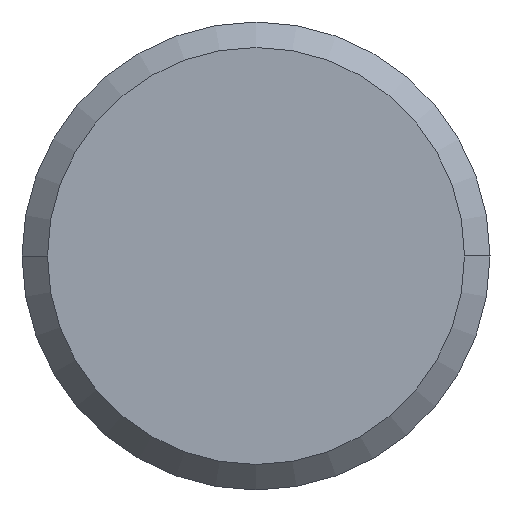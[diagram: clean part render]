
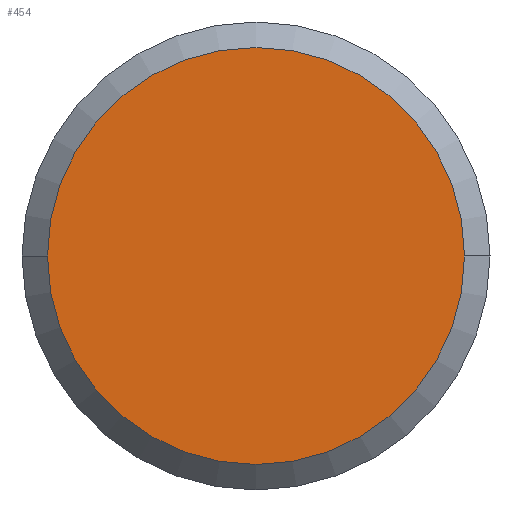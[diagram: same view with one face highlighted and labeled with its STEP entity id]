
A CAD part, left-side view. The second image highlights one B-rep face of the part: STEP entity #454.
In plain terms, the highlighted planar face has unit normal (-1, 0, 0).
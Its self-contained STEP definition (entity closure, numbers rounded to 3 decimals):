
#8 = DIRECTION ( 'NONE',  ( 1., 0., 0. ) ) ;
#39 = CARTESIAN_POINT ( 'NONE',  ( 0., 0., 0. ) ) ;
#41 = DIRECTION ( 'NONE',  ( -1., 0., 0. ) ) ;
#46 = CIRCLE ( 'NONE', #503, 6.238 ) ;
#50 = EDGE_LOOP ( 'NONE', ( #342, #51 ) ) ;
#51 = ORIENTED_EDGE ( 'NONE', *, *, #203, .F. ) ;
#66 = AXIS2_PLACEMENT_3D ( 'NONE', #497, #8, #399 ) ;
#120 = FACE_OUTER_BOUND ( 'NONE', #50, .T. ) ;
#158 = DIRECTION ( 'NONE',  ( 0., 1., 0. ) ) ;
#203 = EDGE_CURVE ( 'NONE', #383, #544, #46, .T. ) ;
#342 = ORIENTED_EDGE ( 'NONE', *, *, #585, .F. ) ;
#371 = DIRECTION ( 'NONE',  ( 1., 0., 0. ) ) ;
#383 = VERTEX_POINT ( 'NONE', #534 ) ;
#384 = DIRECTION ( 'NONE',  ( 0., -1., 0. ) ) ;
#399 = DIRECTION ( 'NONE',  ( 0., 1., 0. ) ) ;
#402 = AXIS2_PLACEMENT_3D ( 'NONE', #39, #41, #384 ) ;
#419 = CIRCLE ( 'NONE', #66, 6.238 ) ;
#431 = PLANE ( 'NONE',  #402 ) ;
#454 = ADVANCED_FACE ( 'NONE', ( #120 ), #431, .T. ) ;
#497 = CARTESIAN_POINT ( 'NONE',  ( 0., 0., 0. ) ) ;
#503 = AXIS2_PLACEMENT_3D ( 'NONE', #519, #371, #158 ) ;
#519 = CARTESIAN_POINT ( 'NONE',  ( 0., 0., 0. ) ) ;
#534 = CARTESIAN_POINT ( 'NONE',  ( 0., -6.238, 0. ) ) ;
#544 = VERTEX_POINT ( 'NONE', #553 ) ;
#553 = CARTESIAN_POINT ( 'NONE',  ( 0., 6.238, 0. ) ) ;
#585 = EDGE_CURVE ( 'NONE', #544, #383, #419, .T. ) ;
